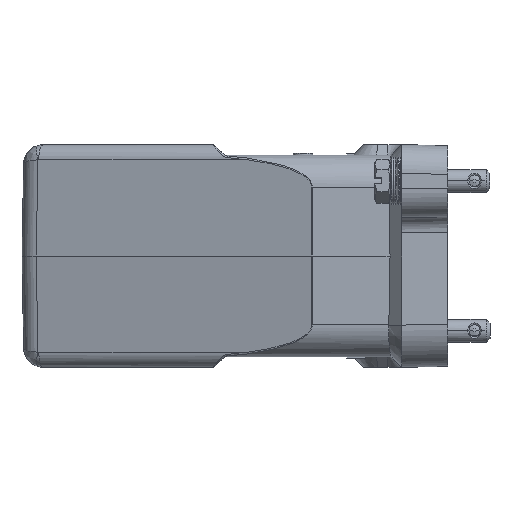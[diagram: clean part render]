
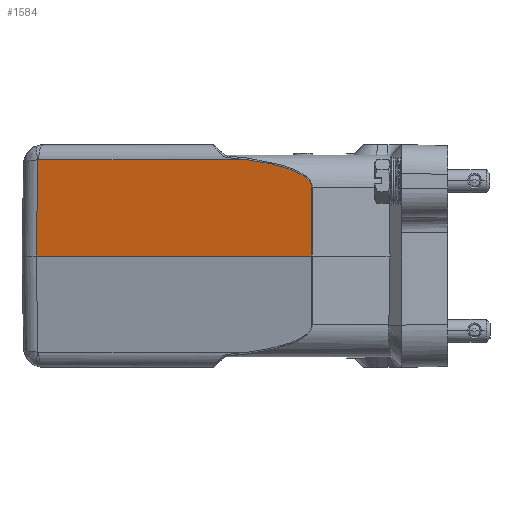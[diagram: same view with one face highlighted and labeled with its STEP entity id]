
A CAD part, left-side view. The second image highlights one B-rep face of the part: STEP entity #1584.
In plain terms, the highlighted planar face has unit normal (-0.966, 0.259, 0.018).
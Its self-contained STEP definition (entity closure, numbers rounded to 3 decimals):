
#799=FACE_OUTER_BOUND('',#3700,.T.);
#1584=ADVANCED_FACE('NONE',(#799),#2168,.T.);
#2168=PLANE('',#14344);
#2837=B_SPLINE_CURVE_WITH_KNOTS('',3,(#22967,#22968,#22969,#22970),
 .UNSPECIFIED.,.F.,.F.,(4,4),(0.,1.),.UNSPECIFIED.);
#2869=B_SPLINE_CURVE_WITH_KNOTS('',3,(#23576,#23577,#23578,#23579,#23580,
#23581,#23582,#23583,#23584,#23585,#23586,#23587,#23588,#23589,#23590,#23591,
#23592,#23593,#23594,#23595,#23596,#23597,#23598,#23599,#23600,#23601,#23602,
#23603,#23604,#23605,#23606,#23607),.UNSPECIFIED.,.F.,.F.,(4,2,1,1,1,1,
2,2,1,1,1,1,2,2,1,1,1,1,1,1,2,2,4),(0.,0.125,0.187,
0.219,0.234,0.242,0.246,
0.25,0.375,0.437,0.469,
0.484,0.492,0.5,0.625,
0.688,0.719,0.734,0.742,
0.746,0.748,0.75,1.),.UNSPECIFIED.);
#3700=EDGE_LOOP('',(#6231,#6232,#6233,#6234,#6235,#6236));
#6231=ORIENTED_EDGE('',*,*,#10901,.F.);
#6232=ORIENTED_EDGE('',*,*,#10900,.T.);
#6233=ORIENTED_EDGE('',*,*,#11030,.F.);
#6234=ORIENTED_EDGE('',*,*,#11033,.F.);
#6235=ORIENTED_EDGE('',*,*,#11034,.T.);
#6236=ORIENTED_EDGE('',*,*,#11035,.T.);
#9262=VERTEX_POINT('',#22215);
#9317=VERTEX_POINT('',#22962);
#9318=VERTEX_POINT('',#22971);
#9419=VERTEX_POINT('',#23550);
#9421=VERTEX_POINT('',#23575);
#9422=VERTEX_POINT('',#23608);
#10900=EDGE_CURVE('NONE',#9262,#9317,#12428,.T.);
#10901=EDGE_CURVE('NONE',#9262,#9318,#2837,.T.);
#11030=EDGE_CURVE('NONE',#9419,#9317,#12519,.T.);
#11033=EDGE_CURVE('NONE',#9421,#9419,#12521,.T.);
#11034=EDGE_CURVE('NONE',#9421,#9422,#2869,.T.);
#11035=EDGE_CURVE('NONE',#9422,#9318,#12522,.T.);
#12428=LINE('',#22965,#13376);
#12519=LINE('',#23549,#13467);
#12521=LINE('',#23574,#13469);
#12522=LINE('',#23609,#13470);
#13376=VECTOR('',#16088,1.);
#13467=VECTOR('',#16241,1.);
#13469=VECTOR('',#16245,1.);
#13470=VECTOR('',#16246,1.);
#14344=AXIS2_PLACEMENT_3D('',#23610,#16247,#16248);
#16088=DIRECTION('',(-0.013,0.017,-1.));
#16241=DIRECTION('',(0.259,0.966,0.));
#16245=DIRECTION('',(-0.017,0.002,-1.));
#16246=DIRECTION('',(0.259,0.966,0.));
#16247=DIRECTION('',(-0.966,0.259,0.017));
#16248=DIRECTION('',(-0.259,-0.966,0.));
#22215=CARTESIAN_POINT('',(-41.908,106.857,25.04));
#22962=CARTESIAN_POINT('',(-42.243,107.295,0.));
#22965=CARTESIAN_POINT('',(-41.908,106.857,25.04));
#22967=CARTESIAN_POINT('',(-41.908,106.857,25.04));
#22968=CARTESIAN_POINT('',(-41.928,106.778,25.06));
#22969=CARTESIAN_POINT('',(-41.95,106.697,25.07));
#22970=CARTESIAN_POINT('',(-41.972,106.615,25.07));
#22971=CARTESIAN_POINT('',(-41.972,106.615,25.07));
#23549=CARTESIAN_POINT('',(-41.25,111.,0.));
#23550=CARTESIAN_POINT('',(-61.483,35.49,0.));
#23574=CARTESIAN_POINT('',(-61.164,35.448,18.273));
#23575=CARTESIAN_POINT('',(-61.17,35.448,17.948));
#23576=CARTESIAN_POINT('',(-61.17,35.448,17.948));
#23577=CARTESIAN_POINT('',(-61.163,35.448,18.338));
#23578=CARTESIAN_POINT('',(-61.127,35.553,18.726));
#23579=CARTESIAN_POINT('',(-61.031,35.873,19.31));
#23580=CARTESIAN_POINT('',(-60.972,36.074,19.6));
#23581=CARTESIAN_POINT('',(-60.884,36.379,19.935));
#23582=CARTESIAN_POINT('',(-60.836,36.55,20.102));
#23583=CARTESIAN_POINT('',(-60.81,36.64,20.185));
#23584=CARTESIAN_POINT('',(-60.799,36.679,20.22));
#23585=CARTESIAN_POINT('',(-60.791,36.706,20.244));
#23586=CARTESIAN_POINT('',(-60.787,36.72,20.257));
#23587=CARTESIAN_POINT('',(-60.672,37.127,20.614));
#23588=CARTESIAN_POINT('',(-60.47,37.845,21.119));
#23589=CARTESIAN_POINT('',(-60.177,38.902,21.679));
#23590=CARTESIAN_POINT('',(-60.016,39.486,21.952));
#23591=CARTESIAN_POINT('',(-59.931,39.791,22.087));
#23592=CARTESIAN_POINT('',(-59.894,39.925,22.144));
#23593=CARTESIAN_POINT('',(-59.87,40.015,22.182));
#23594=CARTESIAN_POINT('',(-59.857,40.061,22.202));
#23595=CARTESIAN_POINT('',(-59.649,40.817,22.517));
#23596=CARTESIAN_POINT('',(-59.328,41.984,22.938));
#23597=CARTESIAN_POINT('',(-58.908,43.522,23.389));
#23598=CARTESIAN_POINT('',(-58.686,44.335,23.605));
#23599=CARTESIAN_POINT('',(-58.572,44.753,23.71));
#23600=CARTESIAN_POINT('',(-58.515,44.964,23.762));
#23601=CARTESIAN_POINT('',(-58.486,45.071,23.788));
#23602=CARTESIAN_POINT('',(-58.473,45.116,23.799));
#23603=CARTESIAN_POINT('',(-58.465,45.147,23.806));
#23604=CARTESIAN_POINT('',(-58.461,45.161,23.81));
#23605=CARTESIAN_POINT('',(-57.875,47.313,24.326));
#23606=CARTESIAN_POINT('',(-57.233,49.683,24.744));
#23607=CARTESIAN_POINT('',(-56.529,52.287,25.07));
#23608=CARTESIAN_POINT('',(-56.529,52.287,25.07));
#23609=CARTESIAN_POINT('',(-40.827,110.887,25.07));
#23610=CARTESIAN_POINT('',(-41.25,111.,0.));
